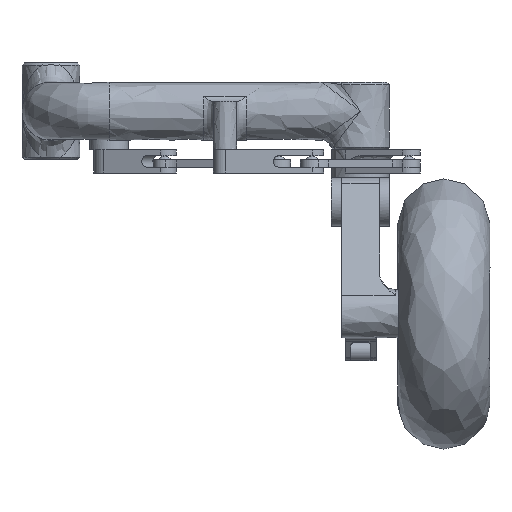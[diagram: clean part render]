
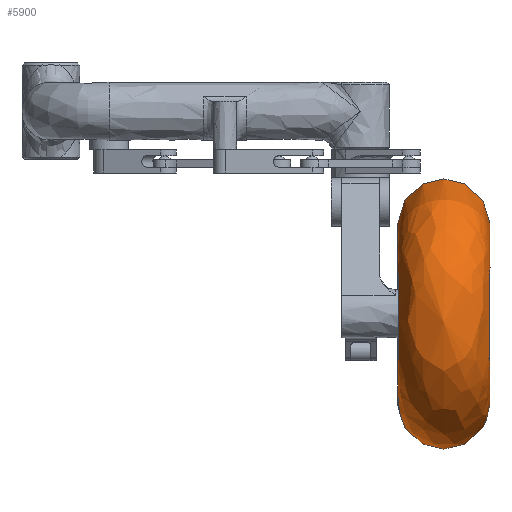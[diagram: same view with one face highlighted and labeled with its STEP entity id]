
A CAD part, front view. The second image highlights one B-rep face of the part: STEP entity #5900.
In plain terms, the highlighted free-form (B-spline) face has degree [2, 2] with [7, 5] control points.
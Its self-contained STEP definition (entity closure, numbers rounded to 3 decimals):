
#5900 = ADVANCED_FACE('',(#5901),#5942,.T.);
#5901 = FACE_BOUND('',#5902,.T.);
#5902 = EDGE_LOOP('',(#5903,#5915,#5931,#5941));
#5903 = ORIENTED_EDGE('',*,*,#5904,.F.);
#5904 = EDGE_CURVE('',#5905,#5905,#5907,.T.);
#5905 = VERTEX_POINT('',#5906);
#5906 = CARTESIAN_POINT('',(120.561,-124.994,
    -129.114));
#5907 = ( BOUNDED_CURVE() B_SPLINE_CURVE(2,(#5908,#5909,#5910,#5911,
#5912,#5913,#5914),.UNSPECIFIED.,.T.,.F.) B_SPLINE_CURVE_WITH_KNOTS((1,2
    ,2,2,2,1),(-2.094,0.,2.094,4.189,
6.283,8.378),.UNSPECIFIED.) CURVE() 
GEOMETRIC_REPRESENTATION_ITEM() RATIONAL_B_SPLINE_CURVE((1.,0.5,1.,0.5,
1.,0.5,1.)) REPRESENTATION_ITEM('') );
#5908 = CARTESIAN_POINT('',(120.561,-124.994,
    -129.114));
#5909 = CARTESIAN_POINT('',(120.561,-90.075,
    -106.882));
#5910 = CARTESIAN_POINT('',(120.561,-88.281,
    -148.239));
#5911 = CARTESIAN_POINT('',(120.561,-86.488,
    -189.595));
#5912 = CARTESIAN_POINT('',(120.561,-123.2,
    -170.47));
#5913 = CARTESIAN_POINT('',(120.561,-159.913,
    -151.346));
#5914 = CARTESIAN_POINT('',(120.561,-124.994,
    -129.114));
#5915 = ORIENTED_EDGE('',*,*,#5916,.F.);
#5916 = EDGE_CURVE('',#5917,#5905,#5919,.T.);
#5917 = VERTEX_POINT('',#5918);
#5918 = CARTESIAN_POINT('',(149.241,-124.994,
    -129.114));
#5919 = B_SPLINE_CURVE_WITH_KNOTS('',10,(#5920,#5921,#5922,#5923,#5924,
    #5925,#5926,#5927,#5928,#5929,#5930),.UNSPECIFIED.,.F.,.F.,(11,11),(
    -2.01,2.01),.PIECEWISE_BEZIER_KNOTS.);
#5920 = CARTESIAN_POINT('',(149.241,-124.994,
    -129.114));
#5921 = CARTESIAN_POINT('',(151.946,-128.09,
    -124.252));
#5922 = CARTESIAN_POINT('',(152.077,-131.834,
    -118.371));
#5923 = CARTESIAN_POINT('',(149.027,-135.533,
    -112.562));
#5924 = CARTESIAN_POINT('',(142.934,-138.304,
    -108.209));
#5925 = CARTESIAN_POINT('',(134.901,-139.347,
    -106.571));
#5926 = CARTESIAN_POINT('',(126.867,-138.304,
    -108.209));
#5927 = CARTESIAN_POINT('',(120.774,-135.533,
    -112.562));
#5928 = CARTESIAN_POINT('',(117.724,-131.834,
    -118.371));
#5929 = CARTESIAN_POINT('',(117.855,-128.09,
    -124.252));
#5930 = CARTESIAN_POINT('',(120.561,-124.994,
    -129.114));
#5931 = ORIENTED_EDGE('',*,*,#5932,.T.);
#5932 = EDGE_CURVE('',#5917,#5917,#5933,.T.);
#5933 = ( BOUNDED_CURVE() B_SPLINE_CURVE(2,(#5934,#5935,#5936,#5937,
#5938,#5939,#5940),.UNSPECIFIED.,.T.,.F.) B_SPLINE_CURVE_WITH_KNOTS((1,2
    ,2,2,2,1),(-2.094,0.,2.094,4.189,
6.283,8.378),.UNSPECIFIED.) CURVE() 
GEOMETRIC_REPRESENTATION_ITEM() RATIONAL_B_SPLINE_CURVE((1.,0.5,1.,0.5,
1.,0.5,1.)) REPRESENTATION_ITEM('') );
#5934 = CARTESIAN_POINT('',(149.241,-124.994,
    -129.114));
#5935 = CARTESIAN_POINT('',(149.241,-90.075,
    -106.882));
#5936 = CARTESIAN_POINT('',(149.241,-88.281,
    -148.239));
#5937 = CARTESIAN_POINT('',(149.241,-86.488,
    -189.595));
#5938 = CARTESIAN_POINT('',(149.241,-123.2,
    -170.47));
#5939 = CARTESIAN_POINT('',(149.241,-159.913,
    -151.346));
#5940 = CARTESIAN_POINT('',(149.241,-124.994,
    -129.114));
#5941 = ORIENTED_EDGE('',*,*,#5916,.T.);
#5942 = ( BOUNDED_SURFACE() B_SPLINE_SURFACE(2,2,(
    (#5943,#5944,#5945,#5946,#5947)
    ,(#5948,#5949,#5950,#5951,#5952)
    ,(#5953,#5954,#5955,#5956,#5957)
    ,(#5958,#5959,#5960,#5961,#5962)
    ,(#5963,#5964,#5965,#5966,#5967)
    ,(#5968,#5969,#5970,#5971,#5972)
    ,(#5973,#5974,#5975,#5976,#5977
)),.UNSPECIFIED.,.T.,.F.,.F.) B_SPLINE_SURFACE_WITH_KNOTS((1,2,2,2,2,1),
  (3,2,3),(-2.094,0.,2.094,4.189,
    6.283,8.378),(4.274,6.283,
8.293),.UNSPECIFIED.) GEOMETRIC_REPRESENTATION_ITEM() 
RATIONAL_B_SPLINE_SURFACE((
    (1.,0.536,1.,0.536,1.)
    ,(0.5,0.268,0.5,0.268,0.5)
    ,(1.,0.536,1.,0.536,1.)
    ,(0.5,0.268,0.5,0.268,0.5)
    ,(1.,0.536,1.,0.536,1.)
    ,(0.5,0.268,0.5,0.268,0.5)
,(1.,0.536,1.,0.536,1.
))) REPRESENTATION_ITEM('') SURFACE() );
#5943 = CARTESIAN_POINT('',(149.241,-124.994,
    -129.114));
#5944 = CARTESIAN_POINT('',(159.836,-137.117,
    -110.073));
#5945 = CARTESIAN_POINT('',(134.901,-137.117,
    -110.073));
#5946 = CARTESIAN_POINT('',(109.966,-137.117,
    -110.073));
#5947 = CARTESIAN_POINT('',(120.561,-124.994,
    -129.114));
#5948 = CARTESIAN_POINT('',(149.241,-90.075,
    -106.882));
#5949 = CARTESIAN_POINT('',(159.836,-69.219,
    -66.845));
#5950 = CARTESIAN_POINT('',(134.901,-69.219,
    -66.845));
#5951 = CARTESIAN_POINT('',(109.966,-69.219,
    -66.845));
#5952 = CARTESIAN_POINT('',(120.561,-90.075,
    -106.882));
#5953 = CARTESIAN_POINT('',(149.241,-88.281,
    -148.239));
#5954 = CARTESIAN_POINT('',(159.836,-65.731,
    -147.26));
#5955 = CARTESIAN_POINT('',(134.901,-65.731,
    -147.26));
#5956 = CARTESIAN_POINT('',(109.966,-65.731,
    -147.26));
#5957 = CARTESIAN_POINT('',(120.561,-88.281,
    -148.239));
#5958 = CARTESIAN_POINT('',(149.241,-86.488,
    -189.595));
#5959 = CARTESIAN_POINT('',(159.836,-62.243,
    -227.676));
#5960 = CARTESIAN_POINT('',(134.901,-62.243,
    -227.676));
#5961 = CARTESIAN_POINT('',(109.966,-62.243,
    -227.676));
#5962 = CARTESIAN_POINT('',(120.561,-86.488,
    -189.595));
#5963 = CARTESIAN_POINT('',(149.241,-123.2,
    -170.47));
#5964 = CARTESIAN_POINT('',(159.836,-133.629,
    -190.489));
#5965 = CARTESIAN_POINT('',(134.901,-133.629,
    -190.489));
#5966 = CARTESIAN_POINT('',(109.966,-133.629,
    -190.489));
#5967 = CARTESIAN_POINT('',(120.561,-123.2,
    -170.47));
#5968 = CARTESIAN_POINT('',(149.241,-159.913,
    -151.346));
#5969 = CARTESIAN_POINT('',(159.836,-205.015,
    -153.302));
#5970 = CARTESIAN_POINT('',(134.901,-205.015,
    -153.302));
#5971 = CARTESIAN_POINT('',(109.966,-205.015,
    -153.302));
#5972 = CARTESIAN_POINT('',(120.561,-159.913,
    -151.346));
#5973 = CARTESIAN_POINT('',(149.241,-124.994,
    -129.114));
#5974 = CARTESIAN_POINT('',(159.836,-137.117,
    -110.073));
#5975 = CARTESIAN_POINT('',(134.901,-137.117,
    -110.073));
#5976 = CARTESIAN_POINT('',(109.966,-137.117,
    -110.073));
#5977 = CARTESIAN_POINT('',(120.561,-124.994,
    -129.114));
